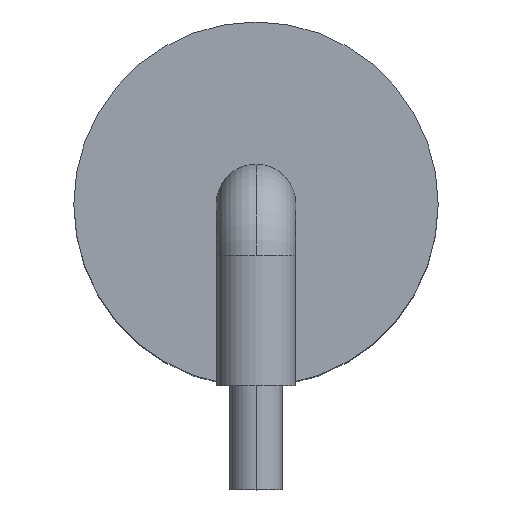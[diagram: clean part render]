
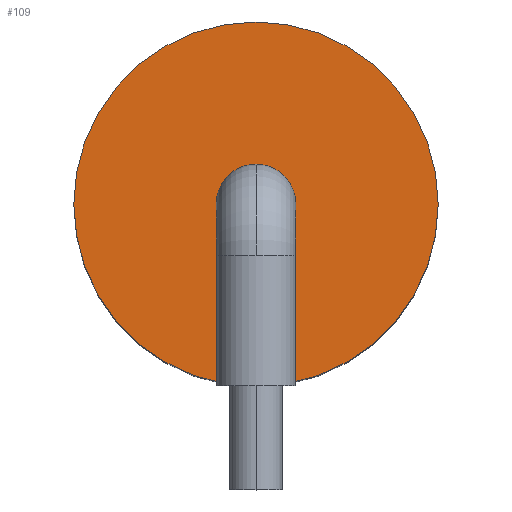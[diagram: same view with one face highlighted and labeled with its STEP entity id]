
A CAD part, top view. The second image highlights one B-rep face of the part: STEP entity #109.
In plain terms, the highlighted planar face has unit normal (0, 0, 1).
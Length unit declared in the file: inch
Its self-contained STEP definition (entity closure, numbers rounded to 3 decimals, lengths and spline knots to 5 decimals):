
#16 = CARTESIAN_POINT ( 'NONE',  ( 0., 0.1378, -0.22 ) ) ;
#19 = CARTESIAN_POINT ( 'NONE',  ( 0., 0.1378, -0.22 ) ) ;
#21 = EDGE_CURVE ( 'NONE', #44, #256, #75, .T. ) ;
#44 = VERTEX_POINT ( 'NONE', #259 ) ;
#55 = DIRECTION ( 'NONE',  ( 0., 0., -1. ) ) ;
#75 = CIRCLE ( 'NONE', #312, 0.1378 ) ;
#82 = AXIS2_PLACEMENT_3D ( 'NONE', #107, #356, #434 ) ;
#89 = CIRCLE ( 'NONE', #504, 0.03 ) ;
#96 = DIRECTION ( 'NONE',  ( 0., 0., 1. ) ) ;
#100 = DIRECTION ( 'NONE',  ( -1., 0., 0. ) ) ;
#107 = CARTESIAN_POINT ( 'NONE',  ( 0., 0.1378, -0.22 ) ) ;
#109 = ADVANCED_FACE ( 'NONE', ( #262, #274 ), #442, .T. ) ;
#124 = EDGE_CURVE ( 'NONE', #168, #411, #487, .T. ) ;
#153 = DIRECTION ( 'NONE',  ( 0., 0., -1. ) ) ;
#156 = EDGE_CURVE ( 'NONE', #256, #44, #336, .T. ) ;
#164 = AXIS2_PLACEMENT_3D ( 'NONE', #19, #516, #100 ) ;
#168 = VERTEX_POINT ( 'NONE', #242 ) ;
#173 = DIRECTION ( 'NONE',  ( -1., 0., 0. ) ) ;
#209 = ORIENTED_EDGE ( 'NONE', *, *, #156, .T. ) ;
#220 = EDGE_LOOP ( 'NONE', ( #343, #320 ) ) ;
#242 = CARTESIAN_POINT ( 'NONE',  ( -0.03, 0.1378, -0.22 ) ) ;
#256 = VERTEX_POINT ( 'NONE', #497 ) ;
#259 = CARTESIAN_POINT ( 'NONE',  ( 0.1378, 0.1378, -0.22 ) ) ;
#262 = FACE_BOUND ( 'NONE', #220, .T. ) ;
#274 = FACE_OUTER_BOUND ( 'NONE', #308, .T. ) ;
#282 = AXIS2_PLACEMENT_3D ( 'NONE', #16, #55, #397 ) ;
#304 = CARTESIAN_POINT ( 'NONE',  ( 0.03, 0.1378, -0.22 ) ) ;
#308 = EDGE_LOOP ( 'NONE', ( #209, #329 ) ) ;
#312 = AXIS2_PLACEMENT_3D ( 'NONE', #433, #96, #173 ) ;
#317 = CARTESIAN_POINT ( 'NONE',  ( 0., 0.1378, -0.22 ) ) ;
#320 = ORIENTED_EDGE ( 'NONE', *, *, #124, .T. ) ;
#329 = ORIENTED_EDGE ( 'NONE', *, *, #21, .T. ) ;
#336 = CIRCLE ( 'NONE', #82, 0.1378 ) ;
#343 = ORIENTED_EDGE ( 'NONE', *, *, #503, .T. ) ;
#356 = DIRECTION ( 'NONE',  ( 0., 0., 1. ) ) ;
#397 = DIRECTION ( 'NONE',  ( 1., 0., 0. ) ) ;
#411 = VERTEX_POINT ( 'NONE', #304 ) ;
#433 = CARTESIAN_POINT ( 'NONE',  ( 0., 0.1378, -0.22 ) ) ;
#434 = DIRECTION ( 'NONE',  ( -1., 0., 0. ) ) ;
#442 = PLANE ( 'NONE',  #164 ) ;
#487 = CIRCLE ( 'NONE', #282, 0.03 ) ;
#496 = DIRECTION ( 'NONE',  ( 1., 0., 0. ) ) ;
#497 = CARTESIAN_POINT ( 'NONE',  ( -0.1378, 0.1378, -0.22 ) ) ;
#503 = EDGE_CURVE ( 'NONE', #411, #168, #89, .T. ) ;
#504 = AXIS2_PLACEMENT_3D ( 'NONE', #317, #153, #496 ) ;
#516 = DIRECTION ( 'NONE',  ( 0., 0., 1. ) ) ;
